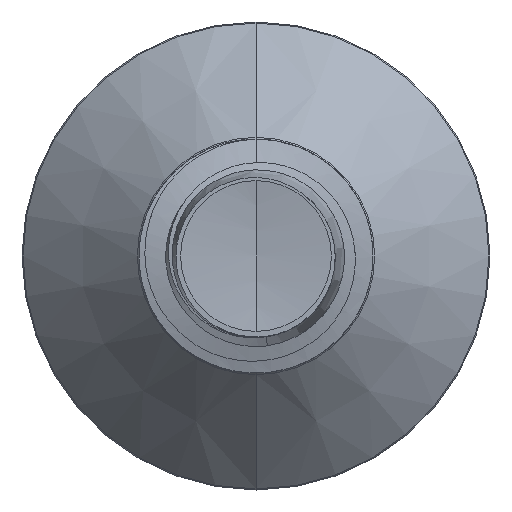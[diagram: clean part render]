
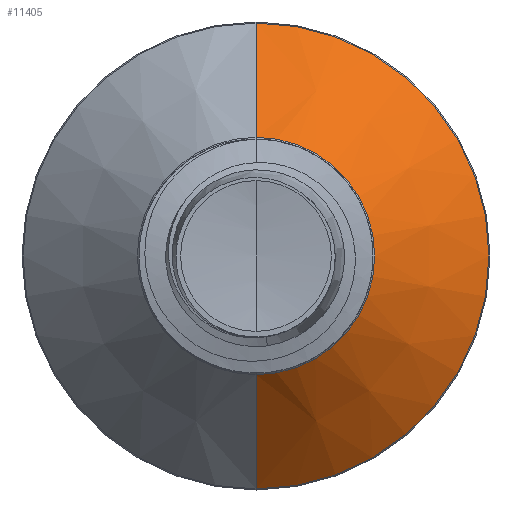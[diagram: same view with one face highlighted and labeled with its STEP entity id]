
A CAD part, front view. The second image highlights one B-rep face of the part: STEP entity #11405.
In plain terms, the highlighted conical face has half-angle 45 degrees and reference radius 1.522 mm.
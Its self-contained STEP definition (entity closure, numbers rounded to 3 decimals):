
#1481 = ORIENTED_EDGE ( 'NONE', *, *, #5021, .T. ) ;
#2236 = ORIENTED_EDGE ( 'NONE', *, *, #5850, .T. ) ;
#2660 = ORIENTED_EDGE ( 'NONE', *, *, #11292, .F. ) ;
#3549 = ORIENTED_EDGE ( 'NONE', *, *, #10248, .F. ) ;
#4110 = CARTESIAN_POINT ( 'NONE',  ( 0., 5.937, 0. ) ) ;
#4444 = DIRECTION ( 'NONE',  ( 0., 0.707, 0.707 ) ) ;
#4638 = DIRECTION ( 'NONE',  ( 0., 0., 1. ) ) ;
#5021 = EDGE_CURVE ( 'NONE', #7945, #7767, #9491, .T. ) ;
#5535 = CARTESIAN_POINT ( 'NONE',  ( 0., 5.937, 2.987 ) ) ;
#5540 = DIRECTION ( 'NONE',  ( 0., 0., 1. ) ) ;
#5792 = CARTESIAN_POINT ( 'NONE',  ( 0., 4.472, 0. ) ) ;
#5850 = EDGE_CURVE ( 'NONE', #9681, #7945, #10155, .T. ) ;
#6662 = AXIS2_PLACEMENT_3D ( 'NONE', #11261, #6977, #4638 ) ;
#6832 = DIRECTION ( 'NONE',  ( 0., 0., 1. ) ) ;
#6977 = DIRECTION ( 'NONE',  ( 0., 1., 0. ) ) ;
#7767 = VERTEX_POINT ( 'NONE', #9165 ) ;
#7945 = VERTEX_POINT ( 'NONE', #8391 ) ;
#8366 = EDGE_LOOP ( 'NONE', ( #2236, #1481, #3549, #2660 ) ) ;
#8391 = CARTESIAN_POINT ( 'NONE',  ( 0., 4.472, -1.522 ) ) ;
#8720 = CIRCLE ( 'NONE', #13543, 2.987 ) ;
#8903 = VERTEX_POINT ( 'NONE', #5535 ) ;
#9102 = LINE ( 'NONE', #13896, #11031 ) ;
#9165 = CARTESIAN_POINT ( 'NONE',  ( 0., 5.937, -2.987 ) ) ;
#9363 = FACE_OUTER_BOUND ( 'NONE', #8366, .T. ) ;
#9491 = LINE ( 'NONE', #11717, #14293 ) ;
#9681 = VERTEX_POINT ( 'NONE', #12115 ) ;
#10155 = CIRCLE ( 'NONE', #11841, 1.522 ) ;
#10248 = EDGE_CURVE ( 'NONE', #8903, #7767, #8720, .T. ) ;
#10491 = CONICAL_SURFACE ( 'NONE', #6662, 1.522, 0.785 ) ;
#11031 = VECTOR ( 'NONE', #4444, 1000. ) ;
#11034 = DIRECTION ( 'NONE',  ( 0., 1., 0. ) ) ;
#11261 = CARTESIAN_POINT ( 'NONE',  ( 0., 4.472, 0. ) ) ;
#11292 = EDGE_CURVE ( 'NONE', #9681, #8903, #9102, .T. ) ;
#11405 = ADVANCED_FACE ( 'NONE', ( #9363 ), #10491, .T. ) ;
#11717 = CARTESIAN_POINT ( 'NONE',  ( 0., 4.472, -1.522 ) ) ;
#11819 = DIRECTION ( 'NONE',  ( 0., 1., 0. ) ) ;
#11841 = AXIS2_PLACEMENT_3D ( 'NONE', #5792, #11819, #6832 ) ;
#12115 = CARTESIAN_POINT ( 'NONE',  ( 0., 4.472, 1.522 ) ) ;
#13017 = DIRECTION ( 'NONE',  ( 0., 0.707, -0.707 ) ) ;
#13543 = AXIS2_PLACEMENT_3D ( 'NONE', #4110, #11034, #5540 ) ;
#13896 = CARTESIAN_POINT ( 'NONE',  ( 0., 4.472, 1.522 ) ) ;
#14293 = VECTOR ( 'NONE', #13017, 1000. ) ;
